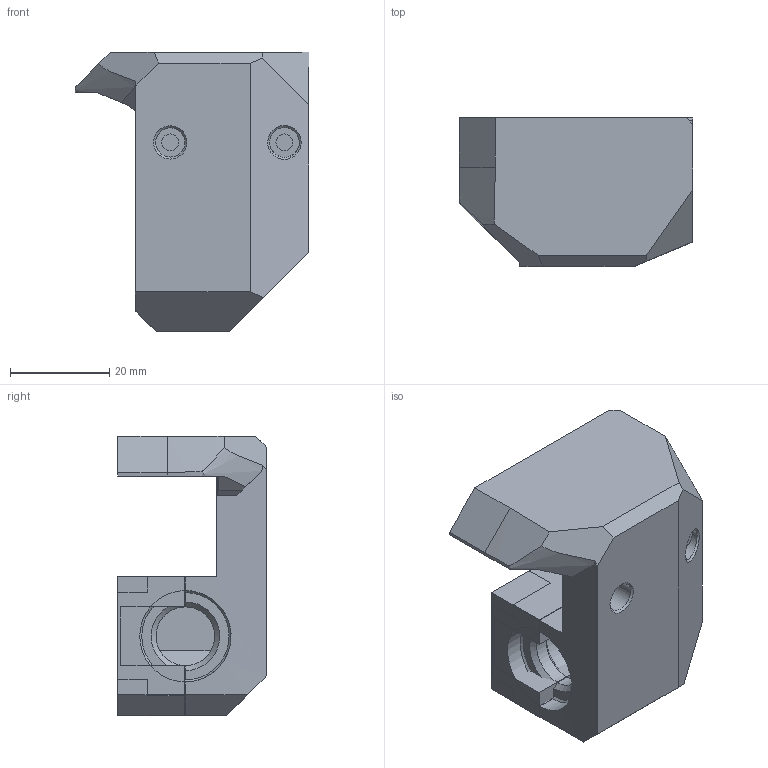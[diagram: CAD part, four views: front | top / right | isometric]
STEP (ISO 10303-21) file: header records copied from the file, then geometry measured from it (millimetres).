
FILE_DESCRIPTION(/* description */ (''),/* implementation_level */ '2;1');
FILE_NAME(/* name */ 'Upper_Z_umbilical_PUG.step',/* time_stamp */ '2025-10-07T23:20:08+03:00',/* author */ (''),/* organization */ (''),/* preprocessor_version */ 'ST-DEVELOPER v20.1',/* originating_system */ 'Autodesk Translation Framework v14.17.0.0',/* authorisation */ '');
FILE_SCHEMA (('AUTOMOTIVE_DESIGN { 1 0 10303 214 3 1 1 }'));
Length unit declared in the file: millimetre
Products named in the file (1): Trident_Umbilical_PUG
Bounding box: 47.1 x 29.93 x 56.26 mm (x, y, z)
Volume: 32383.3 mm3; surface area: 14627.1 mm2
Topology: 3 solids, 3 shells, 134 faces, 357 edges, 234 vertices
Faces by surface type: plane 93, cylinder 25, cone 13, bspline 3
Full cylindrical faces by diameter (mm): 2.8 x2, 3.4 x4, 5.894 x1, 6 x1
Entity records: 4378 total; most frequent: CARTESIAN_POINT 1010, ORIENTED_EDGE 712, DIRECTION 648, EDGE_CURVE 356, LINE 272, VECTOR 272, VERTEX_POINT 234, AXIS2_PLACEMENT_3D 188
